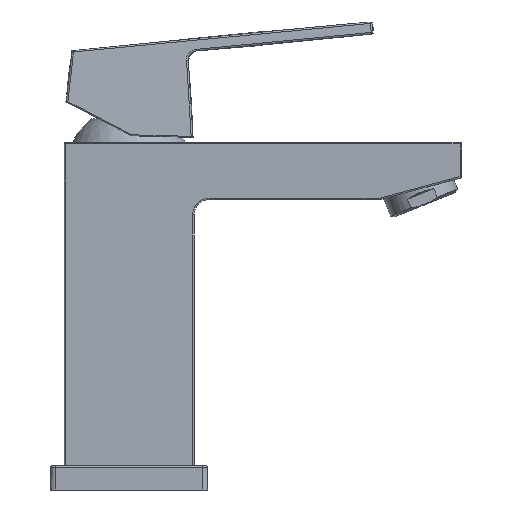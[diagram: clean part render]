
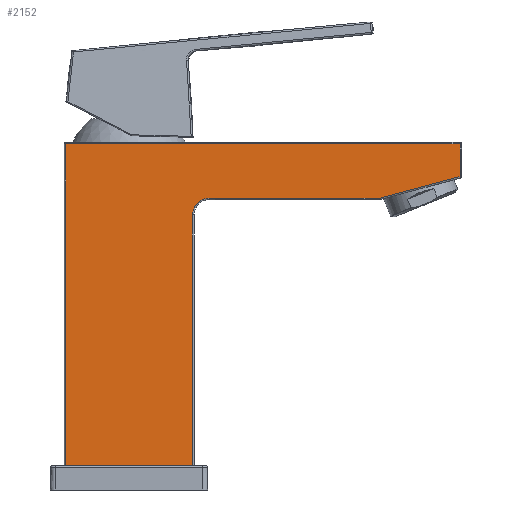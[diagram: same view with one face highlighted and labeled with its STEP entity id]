
A CAD part, front view. The second image highlights one B-rep face of the part: STEP entity #2152.
In plain terms, the highlighted face is planar.
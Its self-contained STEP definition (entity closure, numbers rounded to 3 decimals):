
#339=PLANE('',#3066);
#381=LINE('',#3880,#465);
#387=LINE('',#3898,#471);
#392=LINE('',#3914,#476);
#402=LINE('',#3929,#486);
#403=LINE('',#3931,#487);
#408=LINE('',#3941,#492);
#411=LINE('',#3948,#495);
#465=VECTOR('',#3351,1000.);
#471=VECTOR('',#3369,1000.);
#476=VECTOR('',#3384,1000.);
#486=VECTOR('',#3404,1000.);
#487=VECTOR('',#3407,1000.);
#492=VECTOR('',#3418,1000.);
#495=VECTOR('',#3429,1000.);
#744=ORIENTED_EDGE('',*,*,#1267,.T.);
#745=ORIENTED_EDGE('',*,*,#1285,.T.);
#746=ORIENTED_EDGE('',*,*,#1302,.F.);
#747=ORIENTED_EDGE('',*,*,#1296,.T.);
#748=ORIENTED_EDGE('',*,*,#1295,.T.);
#749=ORIENTED_EDGE('',*,*,#1277,.F.);
#750=ORIENTED_EDGE('',*,*,#1306,.F.);
#751=ORIENTED_EDGE('',*,*,#1268,.F.);
#1267=EDGE_CURVE('',#1584,#1586,#1790,.T.);
#1268=EDGE_CURVE('',#1584,#1587,#381,.T.);
#1277=EDGE_CURVE('',#1593,#1575,#387,.T.);
#1285=EDGE_CURVE('',#1586,#1598,#392,.T.);
#1295=EDGE_CURVE('',#1578,#1575,#402,.T.);
#1296=EDGE_CURVE('',#1561,#1578,#403,.T.);
#1302=EDGE_CURVE('',#1561,#1598,#408,.T.);
#1306=EDGE_CURVE('',#1587,#1593,#411,.T.);
#1561=VERTEX_POINT('',#3760);
#1575=VERTEX_POINT('',#3794);
#1578=VERTEX_POINT('',#3801);
#1584=VERTEX_POINT('',#3866);
#1586=VERTEX_POINT('',#3877);
#1587=VERTEX_POINT('',#3881);
#1593=VERTEX_POINT('',#3899);
#1598=VERTEX_POINT('',#3913);
#1790=CIRCLE('',#3041,5.5);
#1882=EDGE_LOOP('',(#744,#745,#746,#747,#748,#749,#750,#751));
#2017=FACE_BOUND('',#1882,.T.);
#2152=ADVANCED_FACE('',(#2017),#339,.T.);
#3041=AXIS2_PLACEMENT_3D('',#3878,#3347,#3348);
#3066=AXIS2_PLACEMENT_3D('',#3947,#3427,#3428);
#3347=DIRECTION('',(1.,0.,0.));
#3348=DIRECTION('',(0.,1.,0.));
#3351=DIRECTION('',(0.,0.,-1.));
#3369=DIRECTION('',(0.,0.,1.));
#3384=DIRECTION('',(0.,-1.,0.));
#3404=DIRECTION('',(0.,1.,0.));
#3407=DIRECTION('',(0.,0.,1.));
#3418=DIRECTION('',(0.,0.966,-0.259));
#3427=DIRECTION('',(-1.,0.,0.));
#3428=DIRECTION('',(0.,0.,1.));
#3429=DIRECTION('',(0.,1.,0.));
#3760=CARTESIAN_POINT('',(-21.5,-109.5,95.674));
#3794=CARTESIAN_POINT('',(-21.5,21.,106.5));
#3801=CARTESIAN_POINT('',(-21.5,-109.5,106.5));
#3866=CARTESIAN_POINT('',(-21.5,-21.,83.));
#3877=CARTESIAN_POINT('',(-21.5,-26.5,88.5));
#3878=CARTESIAN_POINT('',(-21.5,-26.5,83.));
#3880=CARTESIAN_POINT('',(-21.5,-21.,41.5));
#3881=CARTESIAN_POINT('',(-21.5,-21.,0.));
#3898=CARTESIAN_POINT('',(-21.5,21.,53.25));
#3899=CARTESIAN_POINT('',(-21.5,21.,0.));
#3913=CARTESIAN_POINT('',(-21.5,-82.728,88.5));
#3914=CARTESIAN_POINT('',(-21.5,-53.038,88.5));
#3929=CARTESIAN_POINT('',(-21.5,-44.25,106.5));
#3931=CARTESIAN_POINT('',(-21.5,-109.5,101.092));
#3941=CARTESIAN_POINT('',(-21.5,-94.64,91.692));
#3947=CARTESIAN_POINT('',(-21.5,-109.5,0.));
#3948=CARTESIAN_POINT('',(-21.5,0.,0.));
